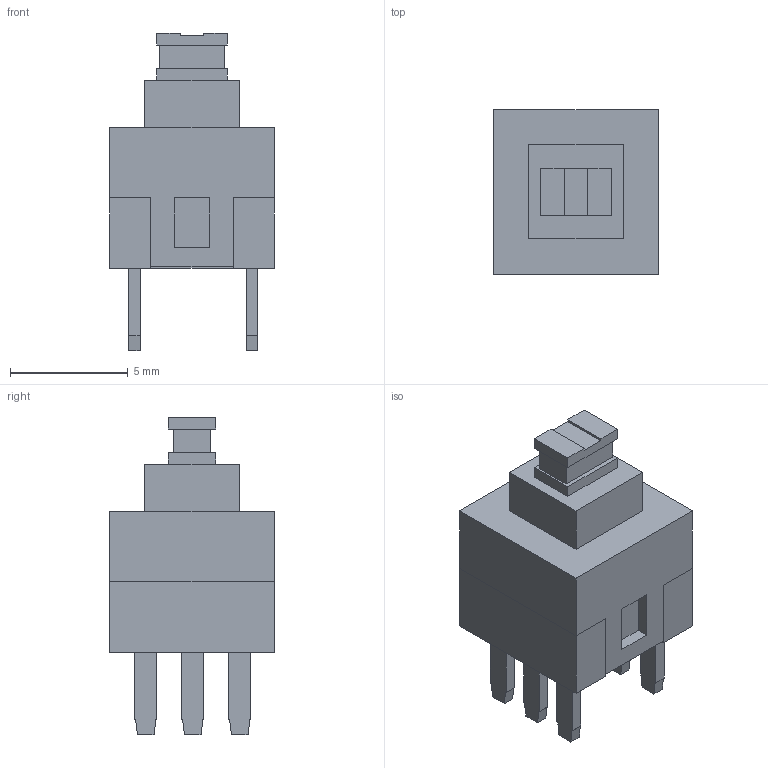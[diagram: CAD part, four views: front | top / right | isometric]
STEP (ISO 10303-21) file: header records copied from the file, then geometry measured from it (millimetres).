
FILE_DESCRIPTION(('FreeCAD Model'),'2;1');
FILE_NAME( 'micro-switch-7x7-1.step', '2018-03-01T19:15:42',('Author'),(''), 'Open CASCADE STEP processor 6.8','FreeCAD','Unknown');
FILE_SCHEMA(('AUTOMOTIVE_DESIGN_CC2 { 1 2 10303 214 -1 1 5 4 }'));
Length unit declared in the file: millimetre
Products named in the file (7): ASSEMBLY; Górny-zatrzaski; Przycisk-dol; Pins-1-2-3; Pins-4-5-6; Otwór-dolny; Cut001012
Assembly tree (6 placements, depth 2):
  ASSEMBLY
    Górny-zatrzaski
    Przycisk-dol
    Pins-1-2-3
    Pins-4-5-6
    Otwór-dolny
    Cut001012
Bounding box: 7 x 7 x 13.5 mm (x, y, z)
Volume: 342.1 mm3; surface area: 570.1 mm2
Topology: 10 solids, 10 shells, 128 faces, 324 edges, 216 vertices
Faces by surface type: plane 128
Entity records: 8088 total; most frequent: CARTESIAN_POINT 1427, DIRECTION 1138, LINE 868, VECTOR 868, ORIENTED_EDGE 648, PCURVE 648, DEFINITIONAL_REPRESENTATION 648, EDGE_CURVE 324
